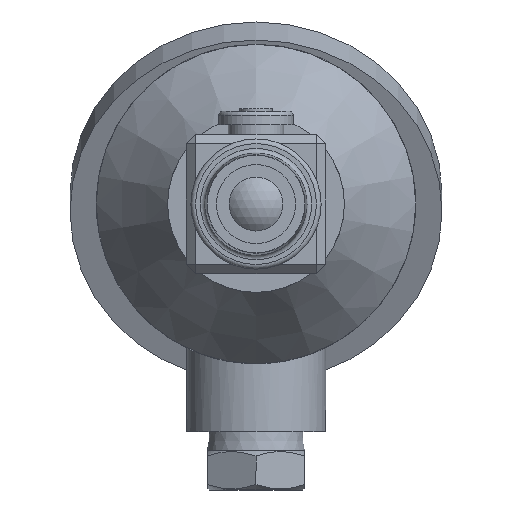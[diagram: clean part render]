
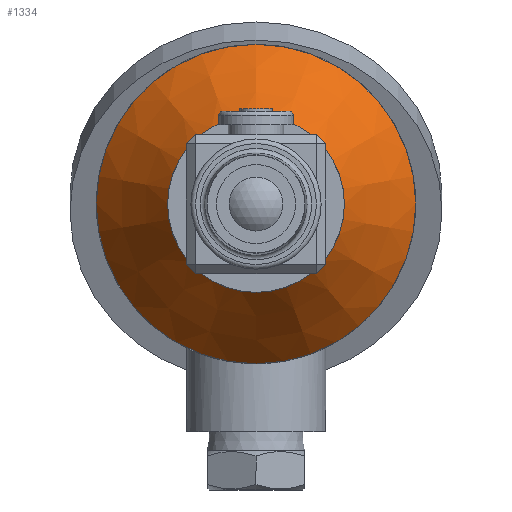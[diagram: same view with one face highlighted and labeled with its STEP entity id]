
A CAD part, left-side view. The second image highlights one B-rep face of the part: STEP entity #1334.
In plain terms, the highlighted conical face has half-angle 35.399 degrees and reference radius 26.675 mm.
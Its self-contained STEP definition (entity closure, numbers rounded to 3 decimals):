
#35=CONICAL_SURFACE('',#1506,26.675,35.399);
#142=FACE_BOUND('',#474,.T.);
#207=CIRCLE('',#1497,19.);
#211=CIRCLE('',#1505,34.35);
#312=FACE_OUTER_BOUND('',#473,.T.);
#473=EDGE_LOOP('',(#1175));
#474=EDGE_LOOP('',(#1176));
#708=VERTEX_POINT('',#2405);
#714=VERTEX_POINT('',#2449);
#862=EDGE_CURVE('',#708,#708,#207,.T.);
#868=EDGE_CURVE('',#714,#714,#211,.T.);
#1175=ORIENTED_EDGE('',*,*,#862,.F.);
#1176=ORIENTED_EDGE('',*,*,#868,.T.);
#1334=ADVANCED_FACE('',(#312,#142),#35,.T.);
#1497=AXIS2_PLACEMENT_3D('',#2406,#1891,#1892);
#1505=AXIS2_PLACEMENT_3D('',#2450,#1907,#1908);
#1506=AXIS2_PLACEMENT_3D('',#2451,#1909,#1910);
#1891=DIRECTION('center_axis',(-1.,0.,0.));
#1892=DIRECTION('ref_axis',(0.,0.,1.));
#1907=DIRECTION('center_axis',(-1.,0.,0.));
#1908=DIRECTION('ref_axis',(0.,0.,1.));
#1909=DIRECTION('center_axis',(1.,0.,0.));
#1910=DIRECTION('ref_axis',(0.,0.,1.));
#2405=CARTESIAN_POINT('',(-21.6,0.,19.));
#2406=CARTESIAN_POINT('Origin',(-21.6,0.,0.));
#2449=CARTESIAN_POINT('',(0.,0.,34.35));
#2450=CARTESIAN_POINT('Origin',(0.,0.,0.));
#2451=CARTESIAN_POINT('Origin',(-10.8,0.,0.));
